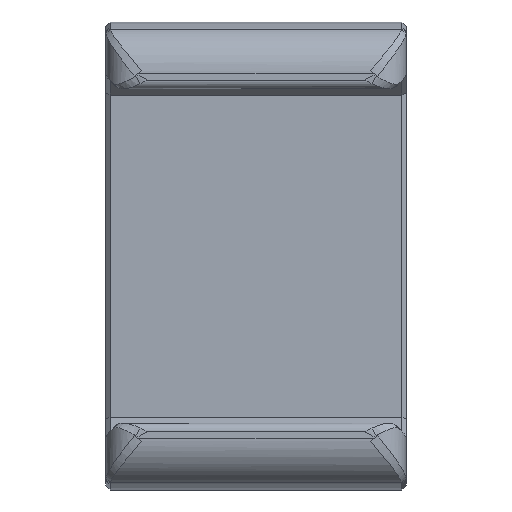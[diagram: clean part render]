
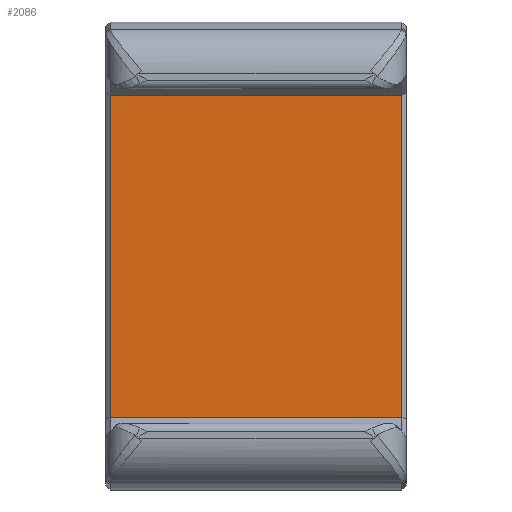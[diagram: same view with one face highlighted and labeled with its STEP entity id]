
A CAD part, top view. The second image highlights one B-rep face of the part: STEP entity #2086.
In plain terms, the highlighted planar face has unit normal (0, 0, 1).
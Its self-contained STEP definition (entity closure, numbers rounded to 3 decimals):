
#206=PLANE('',#2219);
#338=FACE_OUTER_BOUND('',#464,.T.);
#464=EDGE_LOOP('',(#1853,#1854,#1855,#1856));
#552=LINE('',#3434,#730);
#628=LINE('',#4877,#806);
#646=LINE('',#5037,#824);
#647=LINE('',#5039,#825);
#730=VECTOR('',#2402,10.);
#806=VECTOR('',#2552,10.);
#824=VECTOR('',#2598,10.);
#825=VECTOR('',#2601,10.);
#934=VERTEX_POINT('',#3426);
#936=VERTEX_POINT('',#3432);
#1039=VERTEX_POINT('',#4872);
#1040=VERTEX_POINT('',#4876);
#1152=EDGE_CURVE('',#936,#934,#552,.T.);
#1311=EDGE_CURVE('',#1040,#1039,#628,.T.);
#1338=EDGE_CURVE('',#936,#1039,#646,.T.);
#1339=EDGE_CURVE('',#934,#1040,#647,.T.);
#1853=ORIENTED_EDGE('',*,*,#1152,.F.);
#1854=ORIENTED_EDGE('',*,*,#1338,.T.);
#1855=ORIENTED_EDGE('',*,*,#1311,.F.);
#1856=ORIENTED_EDGE('',*,*,#1339,.F.);
#2086=ADVANCED_FACE('',(#338),#206,.T.);
#2219=AXIS2_PLACEMENT_3D('',#5038,#2599,#2600);
#2402=DIRECTION('',(0.,1.,0.));
#2552=DIRECTION('',(0.,-1.,0.));
#2598=DIRECTION('',(1.,0.,0.));
#2599=DIRECTION('center_axis',(0.,0.,1.));
#2600=DIRECTION('ref_axis',(0.,-1.,0.));
#2601=DIRECTION('',(1.,0.,0.));
#3426=CARTESIAN_POINT('',(-13.6,15.004,4.4));
#3432=CARTESIAN_POINT('',(-13.6,-15.004,4.4));
#3434=CARTESIAN_POINT('',(-13.6,7.502,4.4));
#4872=CARTESIAN_POINT('',(13.6,-15.004,4.4));
#4876=CARTESIAN_POINT('',(13.6,15.004,4.4));
#4877=CARTESIAN_POINT('',(13.6,7.502,4.4));
#5037=CARTESIAN_POINT('',(-14.,-15.004,4.4));
#5038=CARTESIAN_POINT('Origin',(-14.,15.004,4.4));
#5039=CARTESIAN_POINT('',(-14.,15.004,4.4));
